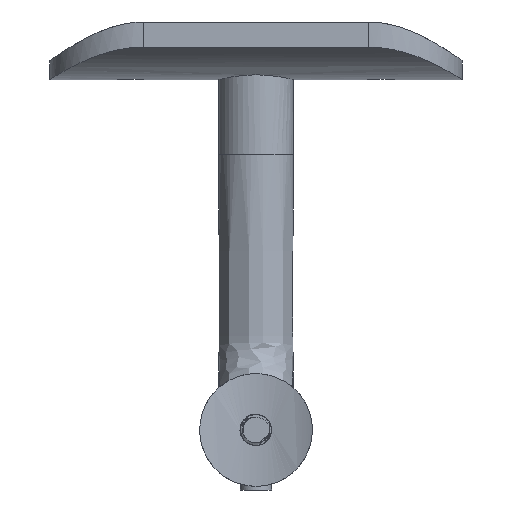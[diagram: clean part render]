
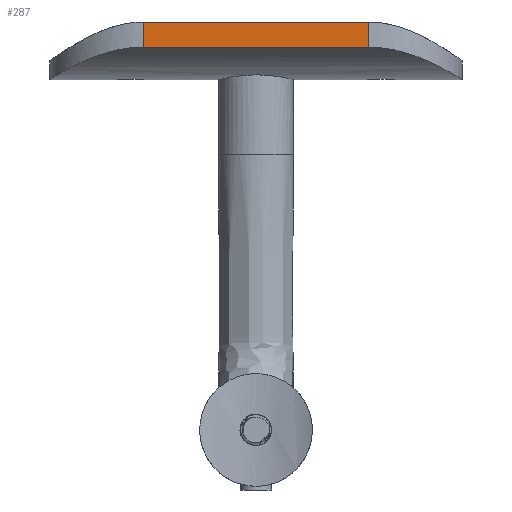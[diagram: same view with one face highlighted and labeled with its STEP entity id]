
A CAD part, left-side view. The second image highlights one B-rep face of the part: STEP entity #287.
In plain terms, the highlighted planar face has unit normal (-1, 0, 0).
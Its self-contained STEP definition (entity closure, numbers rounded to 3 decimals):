
#155=LINE('',#8004,#223);
#160=LINE('',#8215,#228);
#161=LINE('',#8325,#229);
#162=LINE('',#8326,#230);
#223=VECTOR('',#1085,1.);
#228=VECTOR('',#1096,1.);
#229=VECTOR('',#1103,1.);
#230=VECTOR('',#1104,1.);
#287=ADVANCED_FACE('',(#362),#327,.F.);
#327=PLANE('',#957);
#362=FACE_OUTER_BOUND('',#428,.T.);
#428=EDGE_LOOP('',(#603,#604,#605,#606));
#603=ORIENTED_EDGE('',*,*,#824,.F.);
#604=ORIENTED_EDGE('',*,*,#842,.T.);
#605=ORIENTED_EDGE('',*,*,#835,.T.);
#606=ORIENTED_EDGE('',*,*,#843,.T.);
#726=VERTEX_POINT('',#8003);
#727=VERTEX_POINT('',#8005);
#736=VERTEX_POINT('',#8216);
#737=VERTEX_POINT('',#8217);
#824=EDGE_CURVE('',#726,#727,#155,.T.);
#835=EDGE_CURVE('',#736,#737,#160,.T.);
#842=EDGE_CURVE('',#726,#736,#161,.T.);
#843=EDGE_CURVE('',#737,#727,#162,.T.);
#957=AXIS2_PLACEMENT_3D('',#8327,#1105,#1106);
#1085=DIRECTION('',(0.,-1.,0.));
#1096=DIRECTION('',(0.,-1.,0.));
#1103=DIRECTION('',(0.,0.,-1.));
#1104=DIRECTION('',(0.,0.,1.));
#1105=DIRECTION('',(1.,0.,0.));
#1106=DIRECTION('',(0.,0.,-1.));
#8003=CARTESIAN_POINT('',(-15.,18.005,65.219));
#8004=CARTESIAN_POINT('',(-15.,33.,65.219));
#8005=CARTESIAN_POINT('',(-15.,-18.005,65.219));
#8215=CARTESIAN_POINT('',(-15.,33.,61.209));
#8216=CARTESIAN_POINT('',(-15.,18.005,61.209));
#8217=CARTESIAN_POINT('',(-15.,-18.005,61.209));
#8325=CARTESIAN_POINT('',(-15.,18.005,61.209));
#8326=CARTESIAN_POINT('',(-15.,-18.005,65.219));
#8327=CARTESIAN_POINT('',(-15.,33.,61.209));
